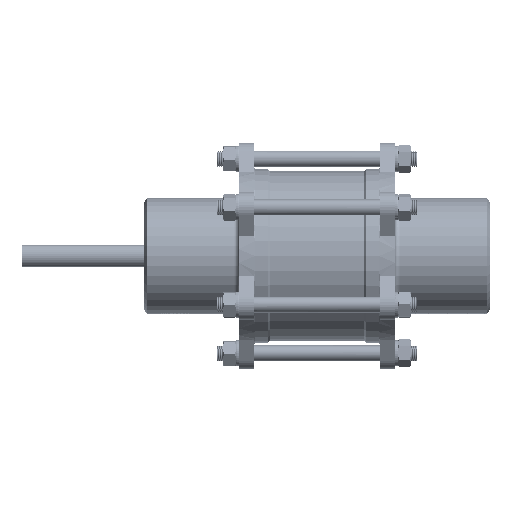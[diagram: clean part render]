
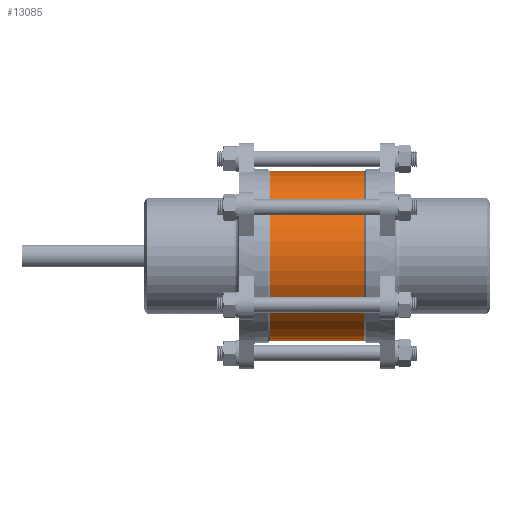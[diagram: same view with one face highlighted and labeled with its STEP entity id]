
A CAD part, front view. The second image highlights one B-rep face of the part: STEP entity #13085.
In plain terms, the highlighted cylindrical face has radius 84.75 mm (diameter 169.5 mm), a partial arc.
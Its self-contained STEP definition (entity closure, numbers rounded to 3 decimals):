
#2016 = CARTESIAN_POINT ( 'NONE',  ( -47.25, 0., 84.75 ) ) ;
#4169 = EDGE_CURVE ( 'NONE', #44398, #70662, #58609, .T. ) ;
#4608 = VERTEX_POINT ( 'NONE', #17554 ) ;
#4912 = ORIENTED_EDGE ( 'NONE', *, *, #12482, .F. ) ;
#5844 = CARTESIAN_POINT ( 'NONE',  ( -47.25, 0., 0. ) ) ;
#6443 = CIRCLE ( 'NONE', #74277, 84.75 ) ;
#8333 = VERTEX_POINT ( 'NONE', #10237 ) ;
#10237 = CARTESIAN_POINT ( 'NONE',  ( -47.25, 0., -84.75 ) ) ;
#10674 = CARTESIAN_POINT ( 'NONE',  ( -78.532, 0., 84.75 ) ) ;
#11723 = DIRECTION ( 'NONE',  ( 0., 0., 1. ) ) ;
#12482 = EDGE_CURVE ( 'NONE', #8333, #70662, #42430, .T. ) ;
#13085 = ADVANCED_FACE ( 'NONE', ( #24076 ), #35984, .T. ) ;
#13860 = VECTOR ( 'NONE', #22437, 1000. ) ;
#14478 = ORIENTED_EDGE ( 'NONE', *, *, #50874, .T. ) ;
#15052 = CARTESIAN_POINT ( 'NONE',  ( 47.25, 0., 0. ) ) ;
#17554 = CARTESIAN_POINT ( 'NONE',  ( 47.25, 0., -84.75 ) ) ;
#18935 = DIRECTION ( 'NONE',  ( -1., 0., 0. ) ) ;
#20897 = DIRECTION ( 'NONE',  ( 0., 0., 1. ) ) ;
#22437 = DIRECTION ( 'NONE',  ( -1., 0., 0. ) ) ;
#24076 = FACE_OUTER_BOUND ( 'NONE', #29727, .T. ) ;
#27477 = DIRECTION ( 'NONE',  ( -1., 0., 0. ) ) ;
#29395 = LINE ( 'NONE', #51585, #13860 ) ;
#29645 = AXIS2_PLACEMENT_3D ( 'NONE', #5844, #46675, #11723 ) ;
#29727 = EDGE_LOOP ( 'NONE', ( #48336, #14478, #54525, #4912 ) ) ;
#30689 = DIRECTION ( 'NONE',  ( 0., 0., 1. ) ) ;
#35984 = CYLINDRICAL_SURFACE ( 'NONE', #46341, 84.75 ) ;
#42430 = CIRCLE ( 'NONE', #29645, 84.75 ) ;
#44398 = VERTEX_POINT ( 'NONE', #65724 ) ;
#46341 = AXIS2_PLACEMENT_3D ( 'NONE', #71269, #18935, #30689 ) ;
#46675 = DIRECTION ( 'NONE',  ( -1., 0., 0. ) ) ;
#48336 = ORIENTED_EDGE ( 'NONE', *, *, #59181, .F. ) ;
#50874 = EDGE_CURVE ( 'NONE', #4608, #44398, #6443, .T. ) ;
#51585 = CARTESIAN_POINT ( 'NONE',  ( -78.532, 0., -84.75 ) ) ;
#54525 = ORIENTED_EDGE ( 'NONE', *, *, #4169, .T. ) ;
#55890 = DIRECTION ( 'NONE',  ( -1., 0., 0. ) ) ;
#58609 = LINE ( 'NONE', #10674, #72287 ) ;
#59181 = EDGE_CURVE ( 'NONE', #4608, #8333, #29395, .T. ) ;
#65724 = CARTESIAN_POINT ( 'NONE',  ( 47.25, 0., 84.75 ) ) ;
#70662 = VERTEX_POINT ( 'NONE', #2016 ) ;
#71269 = CARTESIAN_POINT ( 'NONE',  ( -78.532, 0., 0. ) ) ;
#72287 = VECTOR ( 'NONE', #27477, 1000. ) ;
#74277 = AXIS2_PLACEMENT_3D ( 'NONE', #15052, #55890, #20897 ) ;
